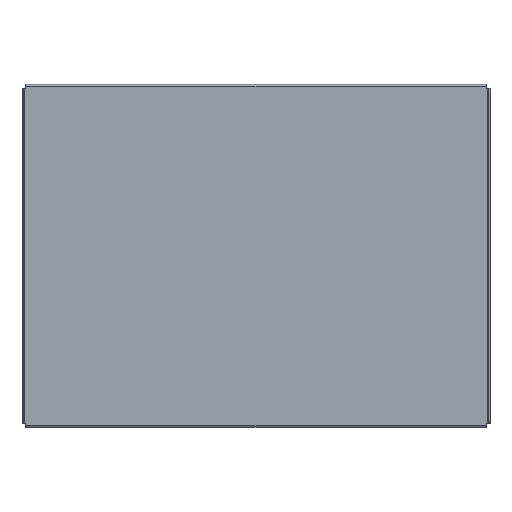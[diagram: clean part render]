
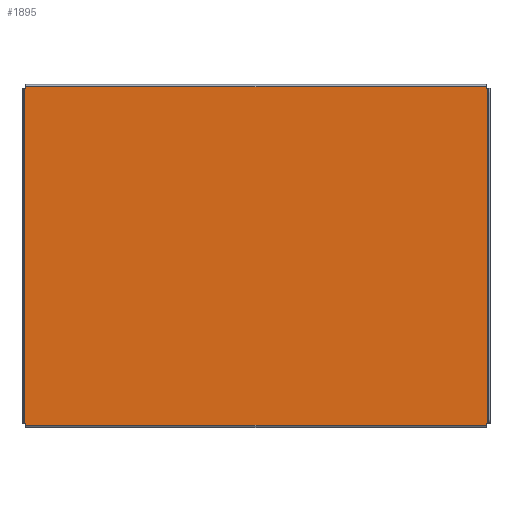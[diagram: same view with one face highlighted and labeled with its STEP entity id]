
A CAD part, top view. The second image highlights one B-rep face of the part: STEP entity #1895.
In plain terms, the highlighted planar face has unit normal (0, 0, 1).
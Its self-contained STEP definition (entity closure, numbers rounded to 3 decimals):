
#4 = CARTESIAN_POINT ( 'NONE',  ( 246.5, -178.25, 2. ) ) ;
#22 = DIRECTION ( 'NONE',  ( 0., -1., 0. ) ) ;
#29 = CARTESIAN_POINT ( 'NONE',  ( 245.75, -178.25, 2. ) ) ;
#37 = AXIS2_PLACEMENT_3D ( 'NONE', #2108, #366, #1024 ) ;
#61 = VECTOR ( 'NONE', #1960, 1000. ) ;
#78 = VERTEX_POINT ( 'NONE', #1273 ) ;
#112 = LINE ( 'NONE', #512, #1350 ) ;
#192 = EDGE_CURVE ( 'NONE', #365, #197, #2412, .T. ) ;
#197 = VERTEX_POINT ( 'NONE', #2625 ) ;
#289 = VERTEX_POINT ( 'NONE', #677 ) ;
#302 = ORIENTED_EDGE ( 'NONE', *, *, #2293, .F. ) ;
#309 = LINE ( 'NONE', #679, #2573 ) ;
#310 = CARTESIAN_POINT ( 'NONE',  ( 245., -179.25, 2. ) ) ;
#311 = EDGE_CURVE ( 'NONE', #2722, #1636, #2192, .T. ) ;
#316 = EDGE_CURVE ( 'NONE', #2135, #1569, #526, .T. ) ;
#335 = CARTESIAN_POINT ( 'NONE',  ( 246.5, 178.25, 2. ) ) ;
#350 = VECTOR ( 'NONE', #1269, 1000. ) ;
#365 = VERTEX_POINT ( 'NONE', #496 ) ;
#366 = DIRECTION ( 'NONE',  ( 0., 0., -1. ) ) ;
#387 = LINE ( 'NONE', #1614, #2576 ) ;
#390 = VECTOR ( 'NONE', #593, 1000. ) ;
#413 = VERTEX_POINT ( 'NONE', #741 ) ;
#432 = EDGE_CURVE ( 'NONE', #495, #1354, #1217, .T. ) ;
#440 = EDGE_CURVE ( 'NONE', #1366, #2468, #112, .T. ) ;
#468 = DIRECTION ( 'NONE',  ( -1., 0., 0. ) ) ;
#470 = CARTESIAN_POINT ( 'NONE',  ( 245.75, -178.25, 2. ) ) ;
#473 = CARTESIAN_POINT ( 'NONE',  ( -245., 180., 2. ) ) ;
#483 = LINE ( 'NONE', #2483, #2218 ) ;
#492 = ORIENTED_EDGE ( 'NONE', *, *, #647, .T. ) ;
#495 = VERTEX_POINT ( 'NONE', #310 ) ;
#496 = CARTESIAN_POINT ( 'NONE',  ( 245., 180., 2. ) ) ;
#512 = CARTESIAN_POINT ( 'NONE',  ( 245.75, 178.25, 2. ) ) ;
#522 = VECTOR ( 'NONE', #1955, 1000. ) ;
#526 = LINE ( 'NONE', #29, #2130 ) ;
#532 = DIRECTION ( 'NONE',  ( 1., 0., 0. ) ) ;
#534 = DIRECTION ( 'NONE',  ( 0., 1., 0. ) ) ;
#538 = EDGE_CURVE ( 'NONE', #1088, #1759, #2752, .T. ) ;
#549 = VERTEX_POINT ( 'NONE', #991 ) ;
#577 = CARTESIAN_POINT ( 'NONE',  ( -245., -179.25, 2. ) ) ;
#593 = DIRECTION ( 'NONE',  ( 1., 0., 0. ) ) ;
#624 = LINE ( 'NONE', #1809, #2296 ) ;
#630 = VECTOR ( 'NONE', #1179, 1000. ) ;
#631 = DIRECTION ( 'NONE',  ( 0., -1., 0. ) ) ;
#639 = VERTEX_POINT ( 'NONE', #2151 ) ;
#644 = CARTESIAN_POINT ( 'NONE',  ( -245.75, -178.25, 2. ) ) ;
#647 = EDGE_CURVE ( 'NONE', #1873, #549, #1104, .T. ) ;
#657 = LINE ( 'NONE', #2384, #61 ) ;
#665 = VERTEX_POINT ( 'NONE', #644 ) ;
#677 = CARTESIAN_POINT ( 'NONE',  ( -245.75, 178.25, 2. ) ) ;
#679 = CARTESIAN_POINT ( 'NONE',  ( 245.75, 179.25, 2. ) ) ;
#711 = ORIENTED_EDGE ( 'NONE', *, *, #992, .F. ) ;
#741 = CARTESIAN_POINT ( 'NONE',  ( 245.75, -179.25, 2. ) ) ;
#769 = LINE ( 'NONE', #2148, #2505 ) ;
#784 = DIRECTION ( 'NONE',  ( -1., 0., 0. ) ) ;
#803 = CARTESIAN_POINT ( 'NONE',  ( -245., 179.25, 2. ) ) ;
#875 = ORIENTED_EDGE ( 'NONE', *, *, #311, .F. ) ;
#887 = DIRECTION ( 'NONE',  ( 0., 1., 0. ) ) ;
#903 = LINE ( 'NONE', #1935, #1932 ) ;
#929 = LINE ( 'NONE', #2120, #350 ) ;
#933 = VECTOR ( 'NONE', #784, 1000. ) ;
#944 = ORIENTED_EDGE ( 'NONE', *, *, #2189, .F. ) ;
#950 = CARTESIAN_POINT ( 'NONE',  ( 245., -180., 2. ) ) ;
#991 = CARTESIAN_POINT ( 'NONE',  ( -246.5, -178.25, 2. ) ) ;
#992 = EDGE_CURVE ( 'NONE', #289, #639, #1078, .T. ) ;
#1004 = VECTOR ( 'NONE', #887, 1000. ) ;
#1024 = DIRECTION ( 'NONE',  ( -1., 0., 0. ) ) ;
#1068 = FACE_OUTER_BOUND ( 'NONE', #1148, .T. ) ;
#1073 = LINE ( 'NONE', #2845, #1004 ) ;
#1078 = LINE ( 'NONE', #2728, #2162 ) ;
#1088 = VERTEX_POINT ( 'NONE', #577 ) ;
#1104 = LINE ( 'NONE', #2554, #522 ) ;
#1110 = ORIENTED_EDGE ( 'NONE', *, *, #432, .F. ) ;
#1115 = ORIENTED_EDGE ( 'NONE', *, *, #440, .F. ) ;
#1148 = EDGE_LOOP ( 'NONE', ( #2342, #492, #1278, #2588, #2416, #302, #2826, #1110, #1308, #1458, #1871, #2597, #1115, #944, #2839, #1469, #2273, #875, #1639, #711 ) ) ;
#1170 = VECTOR ( 'NONE', #1859, 1000. ) ;
#1179 = DIRECTION ( 'NONE',  ( 0., -1., 0. ) ) ;
#1182 = DIRECTION ( 'NONE',  ( -1., 0., 0. ) ) ;
#1217 = LINE ( 'NONE', #950, #630 ) ;
#1269 = DIRECTION ( 'NONE',  ( -1., 0., 0. ) ) ;
#1273 = CARTESIAN_POINT ( 'NONE',  ( 245.75, 179.25, 2. ) ) ;
#1276 = EDGE_CURVE ( 'NONE', #197, #78, #2191, .T. ) ;
#1278 = ORIENTED_EDGE ( 'NONE', *, *, #2405, .F. ) ;
#1308 = ORIENTED_EDGE ( 'NONE', *, *, #2331, .F. ) ;
#1311 = LINE ( 'NONE', #2392, #2330 ) ;
#1314 = DIRECTION ( 'NONE',  ( 0., -1., 0. ) ) ;
#1350 = VECTOR ( 'NONE', #2705, 1000. ) ;
#1354 = VERTEX_POINT ( 'NONE', #2800 ) ;
#1363 = EDGE_CURVE ( 'NONE', #1385, #1354, #903, .T. ) ;
#1366 = VERTEX_POINT ( 'NONE', #1494 ) ;
#1375 = DIRECTION ( 'NONE',  ( 0., 1., 0. ) ) ;
#1385 = VERTEX_POINT ( 'NONE', #2367 ) ;
#1398 = EDGE_CURVE ( 'NONE', #1569, #413, #769, .T. ) ;
#1458 = ORIENTED_EDGE ( 'NONE', *, *, #1398, .F. ) ;
#1469 = ORIENTED_EDGE ( 'NONE', *, *, #192, .F. ) ;
#1471 = EDGE_CURVE ( 'NONE', #1759, #665, #1073, .T. ) ;
#1494 = CARTESIAN_POINT ( 'NONE',  ( 245.75, 178.25, 2. ) ) ;
#1569 = VERTEX_POINT ( 'NONE', #470 ) ;
#1614 = CARTESIAN_POINT ( 'NONE',  ( -245.75, 178.25, 2. ) ) ;
#1615 = VECTOR ( 'NONE', #2007, 1000. ) ;
#1632 = CARTESIAN_POINT ( 'NONE',  ( -245.75, -178.25, 2. ) ) ;
#1636 = VERTEX_POINT ( 'NONE', #2016 ) ;
#1639 = ORIENTED_EDGE ( 'NONE', *, *, #2071, .F. ) ;
#1683 = CARTESIAN_POINT ( 'NONE',  ( 245., 179.25, 2. ) ) ;
#1730 = EDGE_CURVE ( 'NONE', #1873, #289, #387, .T. ) ;
#1759 = VERTEX_POINT ( 'NONE', #2275 ) ;
#1809 = CARTESIAN_POINT ( 'NONE',  ( -245., -180., 2. ) ) ;
#1828 = VECTOR ( 'NONE', #1314, 1000. ) ;
#1859 = DIRECTION ( 'NONE',  ( -1., 0., 0. ) ) ;
#1871 = ORIENTED_EDGE ( 'NONE', *, *, #316, .F. ) ;
#1872 = CARTESIAN_POINT ( 'NONE',  ( -245., -179.25, 2. ) ) ;
#1873 = VERTEX_POINT ( 'NONE', #2096 ) ;
#1894 = PLANE ( 'NONE',  #37 ) ;
#1895 = ADVANCED_FACE ( 'NONE', ( #1068 ), #1894, .F. ) ;
#1932 = VECTOR ( 'NONE', #2140, 1000. ) ;
#1935 = CARTESIAN_POINT ( 'NONE',  ( 245., -180., 2. ) ) ;
#1951 = EDGE_CURVE ( 'NONE', #365, #1636, #929, .T. ) ;
#1955 = DIRECTION ( 'NONE',  ( 0., -1., 0. ) ) ;
#1960 = DIRECTION ( 'NONE',  ( 1., 0., 0. ) ) ;
#2007 = DIRECTION ( 'NONE',  ( 0., 1., 0. ) ) ;
#2016 = CARTESIAN_POINT ( 'NONE',  ( -245., 180., 2. ) ) ;
#2071 = EDGE_CURVE ( 'NONE', #639, #2722, #657, .T. ) ;
#2075 = EDGE_CURVE ( 'NONE', #2135, #2468, #1311, .T. ) ;
#2096 = CARTESIAN_POINT ( 'NONE',  ( -246.5, 178.25, 2. ) ) ;
#2108 = CARTESIAN_POINT ( 'NONE',  ( 0., 0., 2. ) ) ;
#2120 = CARTESIAN_POINT ( 'NONE',  ( -245., 180., 2. ) ) ;
#2130 = VECTOR ( 'NONE', #468, 1000. ) ;
#2135 = VERTEX_POINT ( 'NONE', #4 ) ;
#2140 = DIRECTION ( 'NONE',  ( 1., 0., 0. ) ) ;
#2148 = CARTESIAN_POINT ( 'NONE',  ( 245.75, -179.25, 2. ) ) ;
#2151 = CARTESIAN_POINT ( 'NONE',  ( -245.75, 179.25, 2. ) ) ;
#2162 = VECTOR ( 'NONE', #534, 1000. ) ;
#2189 = EDGE_CURVE ( 'NONE', #78, #1366, #309, .T. ) ;
#2191 = LINE ( 'NONE', #1683, #390 ) ;
#2192 = LINE ( 'NONE', #473, #1615 ) ;
#2218 = VECTOR ( 'NONE', #1182, 1000. ) ;
#2273 = ORIENTED_EDGE ( 'NONE', *, *, #1951, .T. ) ;
#2275 = CARTESIAN_POINT ( 'NONE',  ( -245.75, -179.25, 2. ) ) ;
#2293 = EDGE_CURVE ( 'NONE', #1385, #1088, #624, .T. ) ;
#2296 = VECTOR ( 'NONE', #1375, 1000. ) ;
#2330 = VECTOR ( 'NONE', #2827, 1000. ) ;
#2331 = EDGE_CURVE ( 'NONE', #413, #495, #483, .T. ) ;
#2342 = ORIENTED_EDGE ( 'NONE', *, *, #1730, .F. ) ;
#2367 = CARTESIAN_POINT ( 'NONE',  ( -245., -180., 2. ) ) ;
#2384 = CARTESIAN_POINT ( 'NONE',  ( -245., 179.25, 2. ) ) ;
#2391 = CARTESIAN_POINT ( 'NONE',  ( 245., 180., 2. ) ) ;
#2392 = CARTESIAN_POINT ( 'NONE',  ( 246.5, 178.25, 2. ) ) ;
#2402 = LINE ( 'NONE', #1632, #1170 ) ;
#2405 = EDGE_CURVE ( 'NONE', #665, #549, #2402, .T. ) ;
#2412 = LINE ( 'NONE', #2391, #1828 ) ;
#2416 = ORIENTED_EDGE ( 'NONE', *, *, #538, .F. ) ;
#2468 = VERTEX_POINT ( 'NONE', #335 ) ;
#2483 = CARTESIAN_POINT ( 'NONE',  ( 245., -179.25, 2. ) ) ;
#2505 = VECTOR ( 'NONE', #631, 1000. ) ;
#2554 = CARTESIAN_POINT ( 'NONE',  ( -246.5, 0., 2. ) ) ;
#2573 = VECTOR ( 'NONE', #22, 1000. ) ;
#2576 = VECTOR ( 'NONE', #532, 1000. ) ;
#2588 = ORIENTED_EDGE ( 'NONE', *, *, #1471, .F. ) ;
#2597 = ORIENTED_EDGE ( 'NONE', *, *, #2075, .T. ) ;
#2625 = CARTESIAN_POINT ( 'NONE',  ( 245., 179.25, 2. ) ) ;
#2705 = DIRECTION ( 'NONE',  ( 1., 0., 0. ) ) ;
#2722 = VERTEX_POINT ( 'NONE', #803 ) ;
#2728 = CARTESIAN_POINT ( 'NONE',  ( -245.75, 179.25, 2. ) ) ;
#2752 = LINE ( 'NONE', #1872, #933 ) ;
#2800 = CARTESIAN_POINT ( 'NONE',  ( 245., -180., 2. ) ) ;
#2826 = ORIENTED_EDGE ( 'NONE', *, *, #1363, .T. ) ;
#2827 = DIRECTION ( 'NONE',  ( 0., 1., 0. ) ) ;
#2839 = ORIENTED_EDGE ( 'NONE', *, *, #1276, .F. ) ;
#2845 = CARTESIAN_POINT ( 'NONE',  ( -245.75, -179.25, 2. ) ) ;
